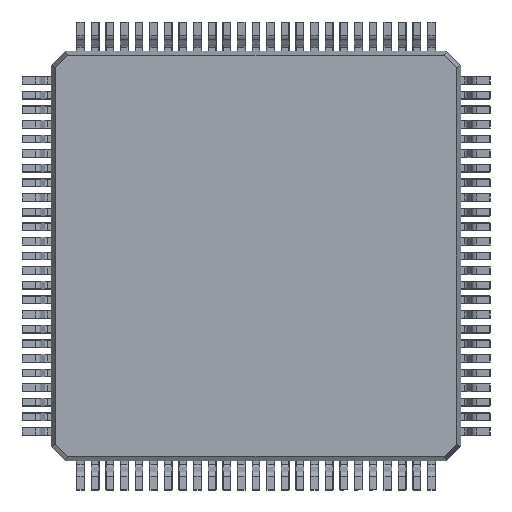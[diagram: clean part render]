
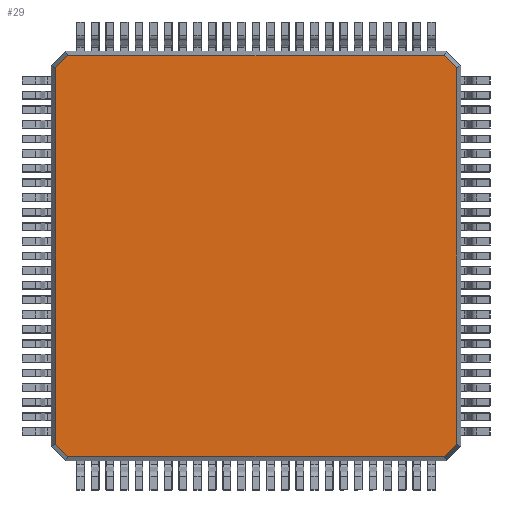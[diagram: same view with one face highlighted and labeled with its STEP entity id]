
A CAD part, front view. The second image highlights one B-rep face of the part: STEP entity #29.
In plain terms, the highlighted planar face has unit normal (0, -1, 0).
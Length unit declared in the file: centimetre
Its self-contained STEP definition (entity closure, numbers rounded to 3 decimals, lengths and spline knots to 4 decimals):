
#6 = CARTESIAN_POINT ( 'NONE',  ( 0.685, 0.015, 0.6438 ) ) ;
#23 = ORIENTED_EDGE ( 'NONE', *, *, #2605, .T. ) ;
#29 = ADVANCED_FACE ( 'NONE', ( #2670 ), #898, .T. ) ;
#55 = ORIENTED_EDGE ( 'NONE', *, *, #1415, .T. ) ;
#87 = VERTEX_POINT ( 'NONE', #2815 ) ;
#175 = AXIS2_PLACEMENT_3D ( 'NONE', #2347, #4090, #1309 ) ;
#195 = VECTOR ( 'NONE', #2210, 100. ) ;
#314 = VECTOR ( 'NONE', #3434, 100. ) ;
#898 = PLANE ( 'NONE',  #175 ) ;
#927 = DIRECTION ( 'NONE',  ( 0., 0., 1. ) ) ;
#957 = VECTOR ( 'NONE', #3286, 100. ) ;
#970 = CARTESIAN_POINT ( 'NONE',  ( -0.6438, 0.015, -0.685 ) ) ;
#1023 = EDGE_LOOP ( 'NONE', ( #1292, #4241, #23, #3663, #3452, #4177, #2309, #55 ) ) ;
#1076 = VERTEX_POINT ( 'NONE', #3647 ) ;
#1088 = LINE ( 'NONE', #1384, #957 ) ;
#1100 = CARTESIAN_POINT ( 'NONE',  ( -0.6438, 0.015, 0.685 ) ) ;
#1292 = ORIENTED_EDGE ( 'NONE', *, *, #1413, .T. ) ;
#1309 = DIRECTION ( 'NONE',  ( 1., 0., 0. ) ) ;
#1323 = LINE ( 'NONE', #6, #314 ) ;
#1381 = VECTOR ( 'NONE', #3274, 100. ) ;
#1384 = CARTESIAN_POINT ( 'NONE',  ( 0.6438, 0.015, -0.685 ) ) ;
#1413 = EDGE_CURVE ( 'NONE', #1076, #3556, #1088, .T. ) ;
#1415 = EDGE_CURVE ( 'NONE', #1551, #1076, #1596, .T. ) ;
#1445 = LINE ( 'NONE', #1480, #3980 ) ;
#1450 = VERTEX_POINT ( 'NONE', #3352 ) ;
#1455 = EDGE_CURVE ( 'NONE', #87, #1450, #3010, .T. ) ;
#1480 = CARTESIAN_POINT ( 'NONE',  ( -0.685, 0.015, -0.6438 ) ) ;
#1489 = DIRECTION ( 'NONE',  ( 0.707, 0., -0.707 ) ) ;
#1551 = VERTEX_POINT ( 'NONE', #970 ) ;
#1596 = LINE ( 'NONE', #3341, #1381 ) ;
#1659 = CARTESIAN_POINT ( 'NONE',  ( 0.685, 0.015, 0.6438 ) ) ;
#1675 = CARTESIAN_POINT ( 'NONE',  ( 0.685, 0.015, -0.7 ) ) ;
#1691 = VECTOR ( 'NONE', #927, 100. ) ;
#1709 = CARTESIAN_POINT ( 'NONE',  ( 0.685, 0.015, -0.6438 ) ) ;
#1941 = VERTEX_POINT ( 'NONE', #3951 ) ;
#2091 = CARTESIAN_POINT ( 'NONE',  ( 0.6438, 0.015, 0.685 ) ) ;
#2210 = DIRECTION ( 'NONE',  ( -0.707, 0., -0.707 ) ) ;
#2309 = ORIENTED_EDGE ( 'NONE', *, *, #2658, .T. ) ;
#2347 = CARTESIAN_POINT ( 'NONE',  ( 0., 0.015, -0.7 ) ) ;
#2390 = LINE ( 'NONE', #3715, #4326 ) ;
#2440 = LINE ( 'NONE', #1675, #1691 ) ;
#2485 = DIRECTION ( 'NONE',  ( -1., 0., 0. ) ) ;
#2605 = EDGE_CURVE ( 'NONE', #2900, #4327, #1323, .T. ) ;
#2647 = CARTESIAN_POINT ( 'NONE',  ( -0.685, 0.015, -0.7 ) ) ;
#2656 = EDGE_CURVE ( 'NONE', #3556, #2900, #2440, .T. ) ;
#2658 = EDGE_CURVE ( 'NONE', #1450, #1551, #1445, .T. ) ;
#2670 = FACE_OUTER_BOUND ( 'NONE', #1023, .T. ) ;
#2815 = CARTESIAN_POINT ( 'NONE',  ( -0.685, 0.015, 0.6438 ) ) ;
#2900 = VERTEX_POINT ( 'NONE', #1659 ) ;
#2970 = VECTOR ( 'NONE', #3138, 100. ) ;
#3010 = LINE ( 'NONE', #2647, #2970 ) ;
#3138 = DIRECTION ( 'NONE',  ( 0., 0., -1. ) ) ;
#3274 = DIRECTION ( 'NONE',  ( 1., 0., 0. ) ) ;
#3286 = DIRECTION ( 'NONE',  ( 0.707, 0., 0.707 ) ) ;
#3341 = CARTESIAN_POINT ( 'NONE',  ( 0., 0.015, -0.685 ) ) ;
#3352 = CARTESIAN_POINT ( 'NONE',  ( -0.685, 0.015, -0.6438 ) ) ;
#3360 = EDGE_CURVE ( 'NONE', #1941, #87, #3911, .T. ) ;
#3384 = EDGE_CURVE ( 'NONE', #4327, #1941, #2390, .T. ) ;
#3434 = DIRECTION ( 'NONE',  ( -0.707, 0., 0.707 ) ) ;
#3452 = ORIENTED_EDGE ( 'NONE', *, *, #3360, .T. ) ;
#3556 = VERTEX_POINT ( 'NONE', #1709 ) ;
#3647 = CARTESIAN_POINT ( 'NONE',  ( 0.6438, 0.015, -0.685 ) ) ;
#3663 = ORIENTED_EDGE ( 'NONE', *, *, #3384, .T. ) ;
#3715 = CARTESIAN_POINT ( 'NONE',  ( 0., 0.015, 0.685 ) ) ;
#3911 = LINE ( 'NONE', #1100, #195 ) ;
#3951 = CARTESIAN_POINT ( 'NONE',  ( -0.6438, 0.015, 0.685 ) ) ;
#3980 = VECTOR ( 'NONE', #1489, 100. ) ;
#4090 = DIRECTION ( 'NONE',  ( 0., -1., 0. ) ) ;
#4177 = ORIENTED_EDGE ( 'NONE', *, *, #1455, .T. ) ;
#4241 = ORIENTED_EDGE ( 'NONE', *, *, #2656, .T. ) ;
#4326 = VECTOR ( 'NONE', #2485, 100. ) ;
#4327 = VERTEX_POINT ( 'NONE', #2091 ) ;
